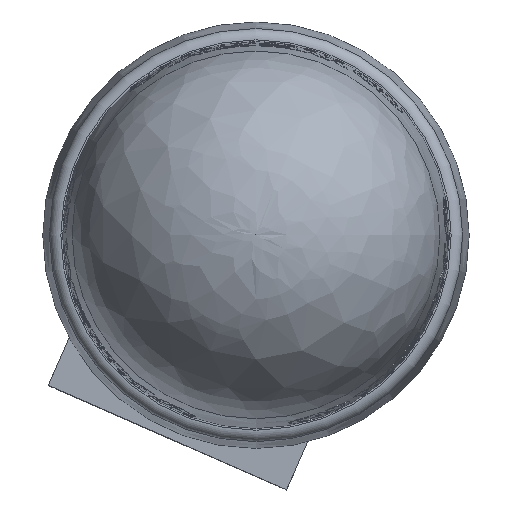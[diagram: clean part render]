
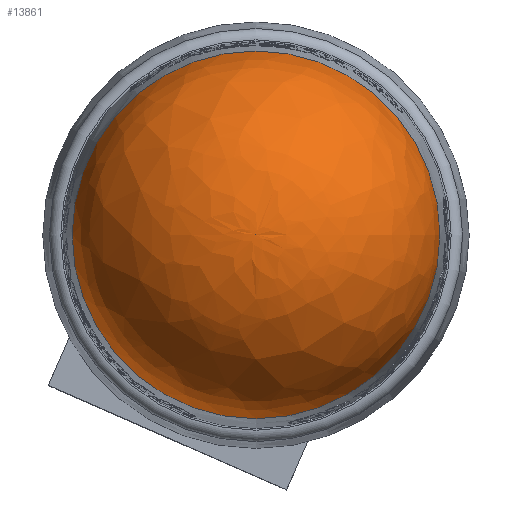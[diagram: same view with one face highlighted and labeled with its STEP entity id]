
A CAD part, top view. The second image highlights one B-rep face of the part: STEP entity #13861.
In plain terms, the highlighted free-form (B-spline) face has degree [2, 2] with [3, 9] control points.
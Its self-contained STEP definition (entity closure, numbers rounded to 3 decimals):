
#15=(
BOUNDED_SURFACE()
B_SPLINE_SURFACE(2,2,((#27411,#27412,#27413,#27414,#27415,#27416,#27417,
#27418,#27419),(#27420,#27421,#27422,#27423,#27424,#27425,#27426,#27427,
#27428),(#27429,#27430,#27431,#27432,#27433,#27434,#27435,#27436,#27437)),
 .UNSPECIFIED.,.F.,.T.,.F.)
B_SPLINE_SURFACE_WITH_KNOTS((3,3),(3,2,2,2,3),(-1.574,-0.087),
(-3.142,-1.571,0.,1.571,3.142),
 .UNSPECIFIED.)
GEOMETRIC_REPRESENTATION_ITEM()
RATIONAL_B_SPLINE_SURFACE(((1.,0.707,1.,0.707,1.,
0.707,1.,0.707,1.),(0.736,0.52,
0.736,0.52,0.736,0.52,
0.736,0.52,0.736),(1.,0.707,
1.,0.707,1.,0.707,1.,0.707,1.)))
REPRESENTATION_ITEM('')
SURFACE()
);
#549=CIRCLE('',#14843,32.49);
#550=CIRCLE('',#14844,32.49);
#551=CIRCLE('',#14845,32.49);
#702=CIRCLE('',#15328,32.5);
#2003=FACE_OUTER_BOUND('',#2848,.T.);
#2848=EDGE_LOOP('',(#12272,#12273,#12274,#12275,#12276));
#5803=VERTEX_POINT('',#24696);
#5804=VERTEX_POINT('',#24698);
#5805=VERTEX_POINT('',#24700);
#6247=VERTEX_POINT('',#27438);
#7622=EDGE_CURVE('',#5803,#5804,#549,.T.);
#7623=EDGE_CURVE('',#5804,#5805,#550,.T.);
#7624=EDGE_CURVE('',#5805,#5803,#551,.T.);
#8280=EDGE_CURVE('',#5805,#6247,#702,.T.);
#12272=ORIENTED_EDGE('',*,*,#7623,.F.);
#12273=ORIENTED_EDGE('',*,*,#7622,.F.);
#12274=ORIENTED_EDGE('',*,*,#7624,.F.);
#12275=ORIENTED_EDGE('',*,*,#8280,.T.);
#12276=ORIENTED_EDGE('',*,*,#8280,.F.);
#13861=ADVANCED_FACE('',(#2003),#15,.F.);
#14843=AXIS2_PLACEMENT_3D('',#24699,#17806,#17807);
#14844=AXIS2_PLACEMENT_3D('',#24701,#17808,#17809);
#14845=AXIS2_PLACEMENT_3D('',#24702,#17810,#17811);
#15328=AXIS2_PLACEMENT_3D('',#27439,#19055,#19056);
#17806=DIRECTION('center_axis',(0.,0.,
-1.));
#17807=DIRECTION('ref_axis',(0.,1.,0.));
#17808=DIRECTION('center_axis',(0.,0.,
-1.));
#17809=DIRECTION('ref_axis',(0.,1.,0.));
#17810=DIRECTION('center_axis',(0.,0.,
-1.));
#17811=DIRECTION('ref_axis',(0.,1.,0.));
#19055=DIRECTION('center_axis',(0.,-1.,0.));
#19056=DIRECTION('ref_axis',(1.,0.,0.));
#24696=CARTESIAN_POINT('',(0.,-32.49,48.894));
#24698=CARTESIAN_POINT('',(0.,32.49,48.894));
#24699=CARTESIAN_POINT('Origin',(0.,0.,
48.894));
#24700=CARTESIAN_POINT('',(32.49,0.,48.894));
#24701=CARTESIAN_POINT('Origin',(0.,0.,
48.894));
#24702=CARTESIAN_POINT('Origin',(0.,0.,
48.894));
#27411=CARTESIAN_POINT('Ctrl Pts',(0.,0.,
78.58));
#27412=CARTESIAN_POINT('Ctrl Pts',(0.,0.,
78.58));
#27413=CARTESIAN_POINT('Ctrl Pts',(0.,0.,
78.58));
#27414=CARTESIAN_POINT('Ctrl Pts',(0.,0.,
78.58));
#27415=CARTESIAN_POINT('Ctrl Pts',(0.,0.,
78.58));
#27416=CARTESIAN_POINT('Ctrl Pts',(0.,0.,
78.58));
#27417=CARTESIAN_POINT('Ctrl Pts',(0.,0.,
78.58));
#27418=CARTESIAN_POINT('Ctrl Pts',(0.,0.,
78.58));
#27419=CARTESIAN_POINT('Ctrl Pts',(0.,0.,
78.58));
#27420=CARTESIAN_POINT('Ctrl Pts',(29.902,0.,
78.683));
#27421=CARTESIAN_POINT('Ctrl Pts',(29.902,-29.902,78.683));
#27422=CARTESIAN_POINT('Ctrl Pts',(0.,-29.902,
78.683));
#27423=CARTESIAN_POINT('Ctrl Pts',(-29.902,-29.902,78.683));
#27424=CARTESIAN_POINT('Ctrl Pts',(-29.902,0.,
78.683));
#27425=CARTESIAN_POINT('Ctrl Pts',(-29.902,29.902,78.683));
#27426=CARTESIAN_POINT('Ctrl Pts',(0.,29.902,
78.683));
#27427=CARTESIAN_POINT('Ctrl Pts',(29.902,29.902,78.683));
#27428=CARTESIAN_POINT('Ctrl Pts',(29.902,0.,
78.683));
#27429=CARTESIAN_POINT('Ctrl Pts',(32.49,0.,
48.894));
#27430=CARTESIAN_POINT('Ctrl Pts',(32.49,-32.49,48.894));
#27431=CARTESIAN_POINT('Ctrl Pts',(0.,-32.49,
48.894));
#27432=CARTESIAN_POINT('Ctrl Pts',(-32.49,-32.49,
48.894));
#27433=CARTESIAN_POINT('Ctrl Pts',(-32.49,0.,
48.894));
#27434=CARTESIAN_POINT('Ctrl Pts',(-32.49,32.49,48.894));
#27435=CARTESIAN_POINT('Ctrl Pts',(0.,32.49,
48.894));
#27436=CARTESIAN_POINT('Ctrl Pts',(32.49,32.49,48.894));
#27437=CARTESIAN_POINT('Ctrl Pts',(32.49,0.,
48.894));
#27438=CARTESIAN_POINT('',(0.,0.,78.58));
#27439=CARTESIAN_POINT('Origin',(0.112,0.,
46.08));
